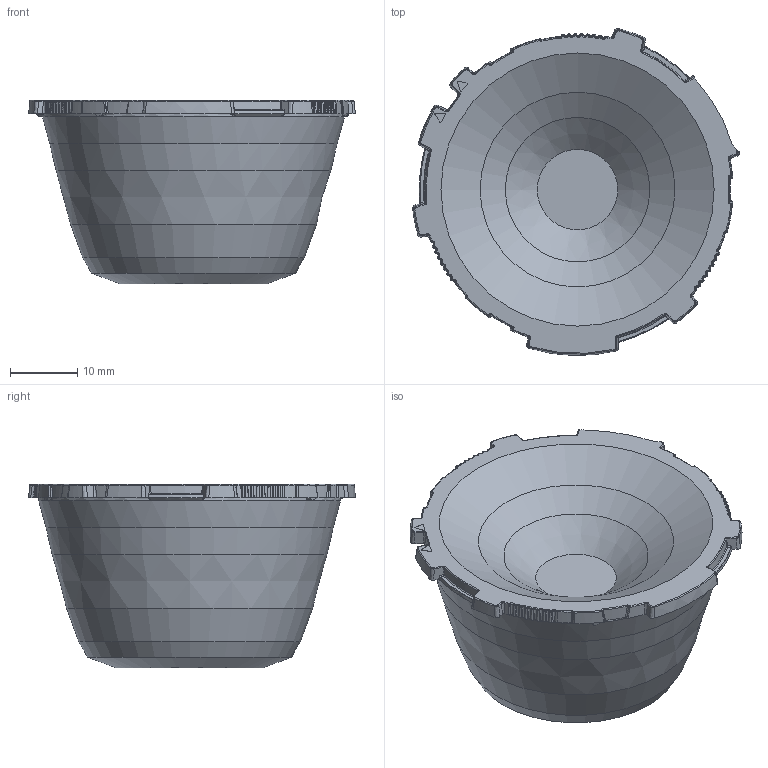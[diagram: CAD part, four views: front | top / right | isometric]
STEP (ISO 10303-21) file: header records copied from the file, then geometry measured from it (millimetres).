
FILE_DESCRIPTION(('STEP AP214'),'1');
FILE_NAME(').stp','2025-04-30T08:50:16',(' '),(' '),'Spatial InterOp 3D',' ',' ');
FILE_SCHEMA(('AUTOMOTIVE_DESIGN { 1 0 10303 214 1 1 1 1 }'));
Length unit declared in the file: millimetre
Products named in the file (1): 250127_X75924_3D_HADAR50x_mechanic_IndAA (Dérivé)
Bounding box: 48.71 x 48.75 x 27.43 mm (x, y, z)
Volume: 25867.2 mm3; surface area: 6444.1 mm2
Topology: 1 solids, 1 shells, 508 faces, 1309 edges, 787 vertices
Faces by surface type: bspline 126, plane 104, cylinder 102, cone 99, torus 61, sphere 16
Entity records: 25586 total; most frequent: CARTESIAN_POINT 9838, ORIENTED_EDGE 2552, DIRECTION 2410, EDGE_CURVE 1276, AXIS2_PLACEMENT_3D 1016, VERTEX_POINT 786, CIRCLE 575, EDGE_LOOP 524
